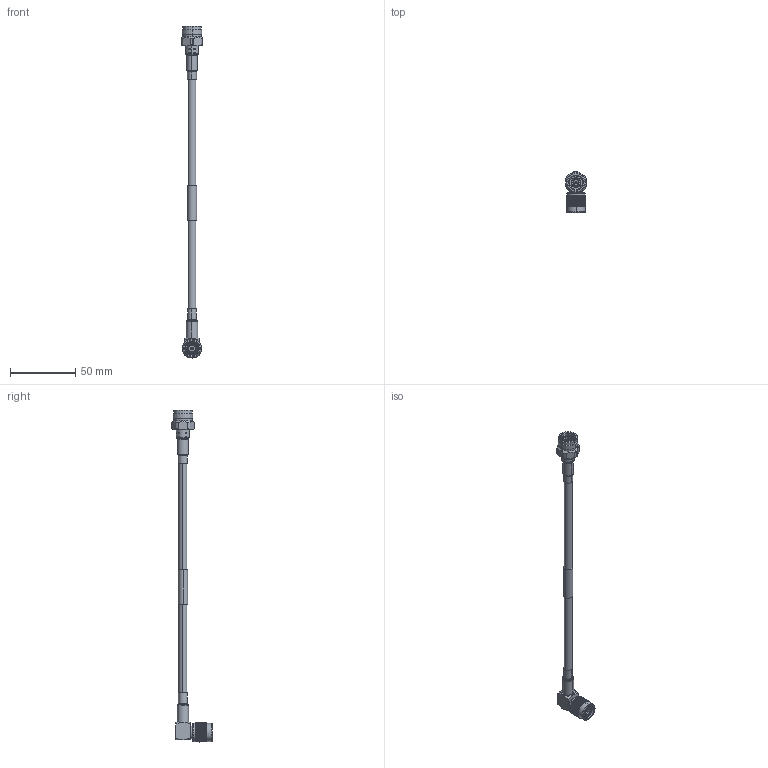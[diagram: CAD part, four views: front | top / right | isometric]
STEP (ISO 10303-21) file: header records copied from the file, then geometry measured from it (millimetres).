
FILE_DESCRIPTION (( 'STEP AP214' ), '1' );
FILE_NAME ('FMC00978_3D.STEP', '2022-09-01T20:51:20', ( '' ), ( '' ), 'SwSTEP 2.0', 'SolidWorks 2021', '' );
FILE_SCHEMA (( 'AUTOMOTIVE_DESIGN' ));
Length unit declared in the file: inch
Products named in the file (9): FMC00978_3D; Copy of Label-240^FMC00978; EZ-240-TM-X; EZ-240-TM-X_ferrule; EZ-240-TM-X_body; Copy of HeatShrink-240-2^FMC00978; LMR-240-DB; Copy (2) of HeatShrink-240-1^FMC00978; PE44635 ｦ FMCN1422
Assembly tree (8 placements, depth 3):
  FMC00978_3D
    LMR-240-DB
    Copy of Label-240^FMC00978
    EZ-240-TM-X
      EZ-240-TM-X_body
      EZ-240-TM-X_ferrule
    Copy (2) of HeatShrink-240-1^FMC00978
    PE44635 ｦ FMCN1422
    Copy of HeatShrink-240-2^FMC00978
Bounding box: 15.88 x 31.1 x 254.4 mm (x, y, z)
Volume: 15451.2 mm3; surface area: 13397 mm2
Topology: 11 solids, 11 shells, 3028 faces, 6473 edges, 3486 vertices
Faces by surface type: bspline 2003, cylinder 673, plane 182, cone 150, torus 20
Entity records: 112625 total; most frequent: CARTESIAN_POINT 69649, ORIENTED_EDGE 12946, EDGE_CURVE 6473, DIRECTION 3779, VERTEX_POINT 3486, EDGE_LOOP 3053, FACE_OUTER_BOUND 3028, ADVANCED_FACE 3028
